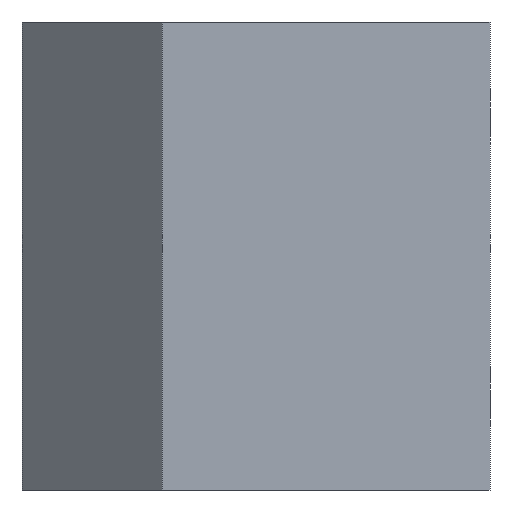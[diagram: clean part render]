
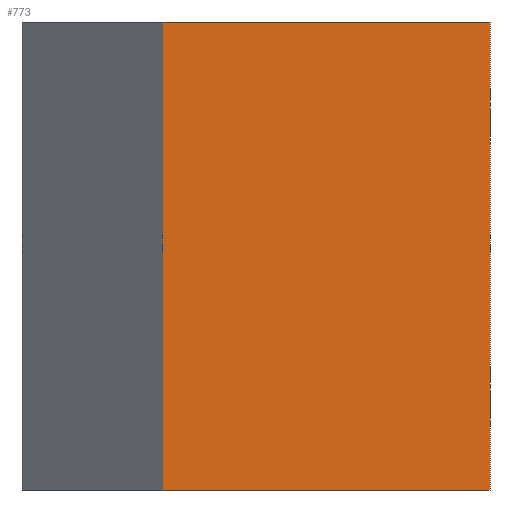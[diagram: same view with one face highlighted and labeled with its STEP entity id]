
A CAD part, front view. The second image highlights one B-rep face of the part: STEP entity #773.
In plain terms, the highlighted planar face has unit normal (0, -1, 0).
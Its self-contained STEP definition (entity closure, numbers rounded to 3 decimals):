
#14 = LINE ( 'NONE', #392, #918 ) ;
#23 = VERTEX_POINT ( 'NONE', #508 ) ;
#34 = AXIS2_PLACEMENT_3D ( 'NONE', #329, #419, #1038 ) ;
#53 = CARTESIAN_POINT ( 'NONE',  ( 20., -26., 0. ) ) ;
#58 = DIRECTION ( 'NONE',  ( 1., 0., 0. ) ) ;
#70 = CARTESIAN_POINT ( 'NONE',  ( -8., -26., 40. ) ) ;
#107 = DIRECTION ( 'NONE',  ( 1., 0., 0. ) ) ;
#172 = CARTESIAN_POINT ( 'NONE',  ( -8., -26., 0. ) ) ;
#179 = EDGE_CURVE ( 'NONE', #765, #479, #14, .T. ) ;
#319 = VECTOR ( 'NONE', #537, 1000. ) ;
#329 = CARTESIAN_POINT ( 'NONE',  ( -8., -26., 40. ) ) ;
#378 = LINE ( 'NONE', #1035, #319 ) ;
#392 = CARTESIAN_POINT ( 'NONE',  ( -8., -26., 40. ) ) ;
#414 = EDGE_CURVE ( 'NONE', #765, #23, #589, .T. ) ;
#419 = DIRECTION ( 'NONE',  ( 0., 1., 0. ) ) ;
#467 = EDGE_CURVE ( 'NONE', #23, #646, #378, .T. ) ;
#479 = VERTEX_POINT ( 'NONE', #172 ) ;
#508 = CARTESIAN_POINT ( 'NONE',  ( 20., -26., 40. ) ) ;
#537 = DIRECTION ( 'NONE',  ( 0., 0., -1. ) ) ;
#589 = LINE ( 'NONE', #721, #1085 ) ;
#594 = LINE ( 'NONE', #945, #884 ) ;
#646 = VERTEX_POINT ( 'NONE', #53 ) ;
#721 = CARTESIAN_POINT ( 'NONE',  ( -8., -26., 40. ) ) ;
#737 = EDGE_CURVE ( 'NONE', #479, #646, #594, .T. ) ;
#765 = VERTEX_POINT ( 'NONE', #70 ) ;
#773 = ADVANCED_FACE ( 'NONE', ( #982 ), #1110, .F. ) ;
#865 = EDGE_LOOP ( 'NONE', ( #1101, #903, #1078, #1093 ) ) ;
#884 = VECTOR ( 'NONE', #58, 1000. ) ;
#903 = ORIENTED_EDGE ( 'NONE', *, *, #467, .F. ) ;
#918 = VECTOR ( 'NONE', #1014, 1000. ) ;
#945 = CARTESIAN_POINT ( 'NONE',  ( -8., -26., 0. ) ) ;
#982 = FACE_OUTER_BOUND ( 'NONE', #865, .T. ) ;
#1014 = DIRECTION ( 'NONE',  ( 0., 0., -1. ) ) ;
#1035 = CARTESIAN_POINT ( 'NONE',  ( 20., -26., 40. ) ) ;
#1038 = DIRECTION ( 'NONE',  ( 0., 0., 1. ) ) ;
#1078 = ORIENTED_EDGE ( 'NONE', *, *, #414, .F. ) ;
#1085 = VECTOR ( 'NONE', #107, 1000. ) ;
#1093 = ORIENTED_EDGE ( 'NONE', *, *, #179, .T. ) ;
#1101 = ORIENTED_EDGE ( 'NONE', *, *, #737, .T. ) ;
#1110 = PLANE ( 'NONE',  #34 ) ;
